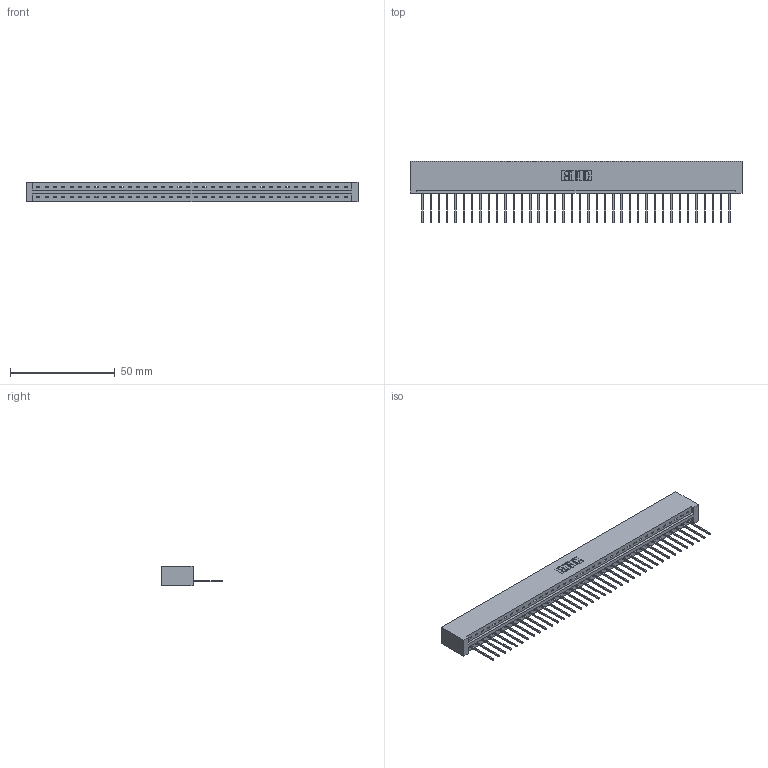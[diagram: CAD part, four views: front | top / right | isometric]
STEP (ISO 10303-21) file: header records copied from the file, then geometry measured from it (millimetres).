
FILE_DESCRIPTION (( 'STEP AP203' ), '1' );
FILE_NAME ('387-038-540-101.STEP', '2019-10-04T15:56:30', ( '' ), ( '' ), 'SwSTEP 2.0', 'SolidWorks 2016', '' );
FILE_SCHEMA (( 'CONFIG_CONTROL_DESIGN' ));
Length unit declared in the file: inch
Products named in the file (3): 345-292-001_345-293-140; 337 Part_No Mounting Lugs; 387-038-540-101
Assembly tree (39 placements, depth 2):
  387-038-540-101
    337 Part_No Mounting Lugs
    345-292-001_345-293-140  x38
Bounding box: 158.45 x 29.47 x 9.4 mm (x, y, z)
Volume: 17207.8 mm3; surface area: 18122.9 mm2
Topology: 39 solids, 39 shells, 2462 faces, 7431 edges, 4902 vertices
Faces by surface type: plane 1814, cylinder 648
Entity records: 28505 total; most frequent: CARTESIAN_POINT 4972, ORIENTED_EDGE 4946, DIRECTION 4185, EDGE_CURVE 2473, LINE 2353, VECTOR 2353, VERTEX_POINT 1646, AXIS2_PLACEMENT_3D 916
